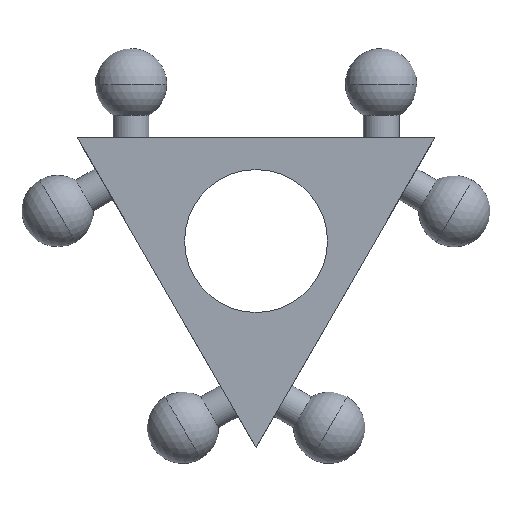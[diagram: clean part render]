
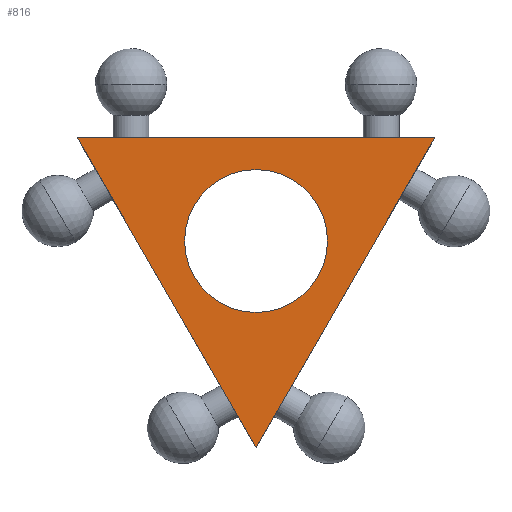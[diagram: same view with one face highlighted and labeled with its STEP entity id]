
A CAD part, front view. The second image highlights one B-rep face of the part: STEP entity #816.
In plain terms, the highlighted planar face has unit normal (0, -1, 0).
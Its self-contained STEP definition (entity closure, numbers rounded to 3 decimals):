
#5 = FACE_BOUND ( 'NONE', #262, .T. ) ;
#68 = DIRECTION ( 'NONE',  ( 0., 0., 1. ) ) ;
#72 = DIRECTION ( 'NONE',  ( 0., 1., 0. ) ) ;
#82 = CARTESIAN_POINT ( 'NONE',  ( -50., -10., 43.302 ) ) ;
#98 = CIRCLE ( 'NONE', #178, 20. ) ;
#118 = VERTEX_POINT ( 'NONE', #598 ) ;
#133 = ORIENTED_EDGE ( 'NONE', *, *, #863, .T. ) ;
#134 = LINE ( 'NONE', #856, #573 ) ;
#148 = DIRECTION ( 'NONE',  ( -1., 0., 0. ) ) ;
#152 = CARTESIAN_POINT ( 'NONE',  ( 50., -10., 43.302 ) ) ;
#171 = VERTEX_POINT ( 'NONE', #152 ) ;
#178 = AXIS2_PLACEMENT_3D ( 'NONE', #327, #520, #886 ) ;
#226 = LINE ( 'NONE', #817, #812 ) ;
#248 = EDGE_LOOP ( 'NONE', ( #133, #760, #476 ) ) ;
#258 = VERTEX_POINT ( 'NONE', #82 ) ;
#262 = EDGE_LOOP ( 'NONE', ( #313, #493 ) ) ;
#289 = VERTEX_POINT ( 'NONE', #907 ) ;
#301 = CARTESIAN_POINT ( 'NONE',  ( 0., -10., 14.434 ) ) ;
#313 = ORIENTED_EDGE ( 'NONE', *, *, #514, .T. ) ;
#327 = CARTESIAN_POINT ( 'NONE',  ( 0., -10., 14.434 ) ) ;
#338 = AXIS2_PLACEMENT_3D ( 'NONE', #719, #72, #68 ) ;
#418 = CIRCLE ( 'NONE', #589, 20. ) ;
#437 = VERTEX_POINT ( 'NONE', #861 ) ;
#444 = PLANE ( 'NONE',  #338 ) ;
#476 = ORIENTED_EDGE ( 'NONE', *, *, #764, .T. ) ;
#492 = VECTOR ( 'NONE', #712, 1000. ) ;
#493 = ORIENTED_EDGE ( 'NONE', *, *, #563, .T. ) ;
#498 = LINE ( 'NONE', #774, #492 ) ;
#514 = EDGE_CURVE ( 'NONE', #118, #437, #98, .T. ) ;
#520 = DIRECTION ( 'NONE',  ( 0., 1., 0. ) ) ;
#563 = EDGE_CURVE ( 'NONE', #437, #118, #418, .T. ) ;
#573 = VECTOR ( 'NONE', #148, 1000. ) ;
#589 = AXIS2_PLACEMENT_3D ( 'NONE', #301, #600, #595 ) ;
#595 = DIRECTION ( 'NONE',  ( 0., 0., 1. ) ) ;
#598 = CARTESIAN_POINT ( 'NONE',  ( 0., -10., 34.434 ) ) ;
#600 = DIRECTION ( 'NONE',  ( 0., 1., 0. ) ) ;
#621 = EDGE_CURVE ( 'NONE', #289, #258, #226, .T. ) ;
#666 = FACE_OUTER_BOUND ( 'NONE', #248, .T. ) ;
#693 = DIRECTION ( 'NONE',  ( -0.5, 0., 0.866 ) ) ;
#712 = DIRECTION ( 'NONE',  ( 0.5, 0., 0.866 ) ) ;
#719 = CARTESIAN_POINT ( 'NONE',  ( 0., -10., 0. ) ) ;
#760 = ORIENTED_EDGE ( 'NONE', *, *, #621, .F. ) ;
#764 = EDGE_CURVE ( 'NONE', #289, #171, #498, .T. ) ;
#774 = CARTESIAN_POINT ( 'NONE',  ( 18.75, -10., -10.825 ) ) ;
#812 = VECTOR ( 'NONE', #693, 1000. ) ;
#816 = ADVANCED_FACE ( 'NONE', ( #666, #5 ), #444, .F. ) ;
#817 = CARTESIAN_POINT ( 'NONE',  ( -18.75, -10., -10.825 ) ) ;
#856 = CARTESIAN_POINT ( 'NONE',  ( 0., -10., 43.302 ) ) ;
#861 = CARTESIAN_POINT ( 'NONE',  ( 0., -10., -5.566 ) ) ;
#863 = EDGE_CURVE ( 'NONE', #171, #258, #134, .T. ) ;
#886 = DIRECTION ( 'NONE',  ( 0., 0., 1. ) ) ;
#907 = CARTESIAN_POINT ( 'NONE',  ( 0., -10., -43.301 ) ) ;
